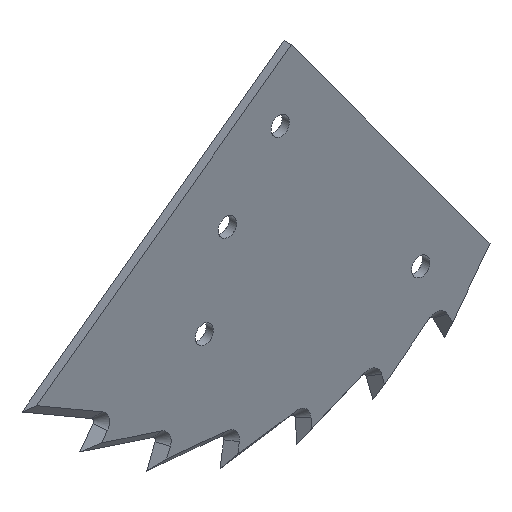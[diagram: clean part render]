
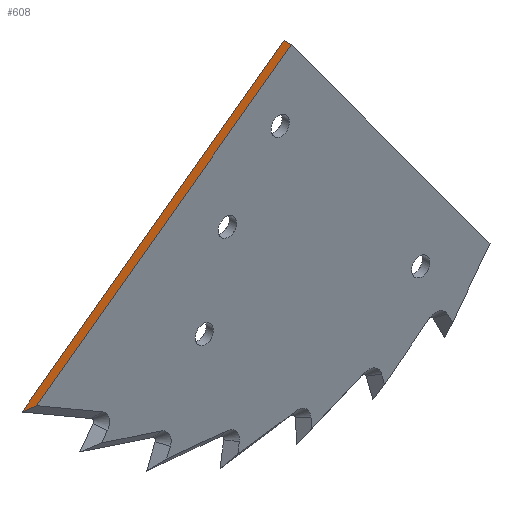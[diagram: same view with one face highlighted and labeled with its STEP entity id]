
A CAD part, isometric view. The second image highlights one B-rep face of the part: STEP entity #608.
In plain terms, the highlighted free-form (B-spline) face has degree [1, 1] with [2, 2] control points.
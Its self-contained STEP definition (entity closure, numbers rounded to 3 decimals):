
#104 = VERTEX_POINT('',#105);
#105 = CARTESIAN_POINT('',(-490.862,134.892,
    -271.376));
#110 = EDGE_CURVE('',#104,#111,#113,.T.);
#111 = VERTEX_POINT('',#112);
#112 = CARTESIAN_POINT('',(-344.47,138.04,
    -170.446));
#113 = B_SPLINE_CURVE_WITH_KNOTS('',1,(#114,#115),.UNSPECIFIED.,.F.,.F.,
  (2,2),(-102.939,102.939),.PIECEWISE_BEZIER_KNOTS.);
#114 = CARTESIAN_POINT('',(-490.862,134.892,
    -271.376));
#115 = CARTESIAN_POINT('',(-344.47,138.04,
    -170.446));
#350 = EDGE_CURVE('',#351,#353,#355,.T.);
#351 = VERTEX_POINT('',#352);
#352 = CARTESIAN_POINT('',(-487.1,130.69,
    -268.161));
#353 = VERTEX_POINT('',#354);
#354 = CARTESIAN_POINT('',(-344.698,133.752,
    -169.982));
#355 = B_SPLINE_CURVE_WITH_KNOTS('',1,(#356,#357),.UNSPECIFIED.,.F.,.F.,
  (2,2),(-100.133,100.133),.PIECEWISE_BEZIER_KNOTS.);
#356 = CARTESIAN_POINT('',(-487.1,130.69,
    -268.161));
#357 = CARTESIAN_POINT('',(-344.698,133.752,
    -169.982));
#596 = EDGE_CURVE('',#104,#351,#597,.T.);
#597 = B_SPLINE_CURVE_WITH_KNOTS('',1,(#598,#599),.UNSPECIFIED.,.F.,.F.,
  (2,2),(-3.758,3.758),.PIECEWISE_BEZIER_KNOTS.);
#598 = CARTESIAN_POINT('',(-490.862,134.892,
    -271.376));
#599 = CARTESIAN_POINT('',(-487.1,130.69,
    -268.161));
#608 = ADVANCED_FACE('',(#609),#619,.F.);
#609 = FACE_BOUND('',#610,.T.);
#610 = EDGE_LOOP('',(#611,#612,#613,#614));
#611 = ORIENTED_EDGE('',*,*,#110,.F.);
#612 = ORIENTED_EDGE('',*,*,#596,.T.);
#613 = ORIENTED_EDGE('',*,*,#350,.T.);
#614 = ORIENTED_EDGE('',*,*,#615,.F.);
#615 = EDGE_CURVE('',#111,#353,#616,.T.);
#616 = B_SPLINE_CURVE_WITH_KNOTS('',1,(#617,#618),.UNSPECIFIED.,.F.,.F.,
  (2,2),(-2.5,2.5),.PIECEWISE_BEZIER_KNOTS.);
#617 = CARTESIAN_POINT('',(-344.47,138.04,
    -170.446));
#618 = CARTESIAN_POINT('',(-344.698,133.752,
    -169.982));
#619 = B_SPLINE_SURFACE_WITH_KNOTS('',1,1,(
    (#620,#621)
    ,(#622,#623
    )),.UNSPECIFIED.,.F.,.F.,.F.,(2,2),(2,2),(0.,
    5.),(-195.777,10.101),
  .PIECEWISE_BEZIER_KNOTS.);
#620 = CARTESIAN_POINT('',(-344.47,138.04,
    -170.446));
#621 = CARTESIAN_POINT('',(-490.862,134.892,
    -271.376));
#622 = CARTESIAN_POINT('',(-344.698,133.752,
    -169.982));
#623 = CARTESIAN_POINT('',(-491.09,130.604,
    -270.912));
